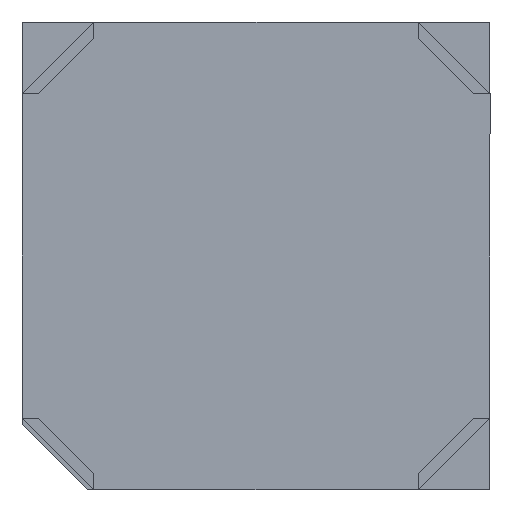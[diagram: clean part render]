
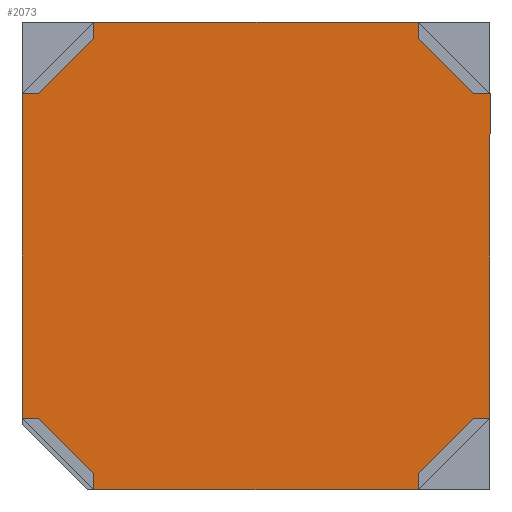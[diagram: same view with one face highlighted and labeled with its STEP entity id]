
A CAD part, front view. The second image highlights one B-rep face of the part: STEP entity #2073.
In plain terms, the highlighted planar face has unit normal (0, -1, 0).
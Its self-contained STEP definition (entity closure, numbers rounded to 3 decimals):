
#23 = AXIS2_PLACEMENT_3D ( 'NONE', #2902, #1399, #6210 ) ;
#48 = VECTOR ( 'NONE', #1938, 1000. ) ;
#218 = LINE ( 'NONE', #3951, #48 ) ;
#237 = VECTOR ( 'NONE', #2977, 1000. ) ;
#393 = DIRECTION ( 'NONE',  ( 0.707, 0., -0.707 ) ) ;
#395 = LINE ( 'NONE', #5354, #237 ) ;
#404 = VERTEX_POINT ( 'NONE', #5115 ) ;
#412 = DIRECTION ( 'NONE',  ( -0.707, 0., 0.707 ) ) ;
#507 = VECTOR ( 'NONE', #3483, 1000. ) ;
#562 = DIRECTION ( 'NONE',  ( 1., 0., 0. ) ) ;
#577 = VECTOR ( 'NONE', #2003, 1000. ) ;
#651 = LINE ( 'NONE', #986, #577 ) ;
#778 = LINE ( 'NONE', #3386, #942 ) ;
#825 = CARTESIAN_POINT ( 'NONE',  ( -2.95, 0., 4.25 ) ) ;
#942 = VECTOR ( 'NONE', #412, 1000. ) ;
#986 = CARTESIAN_POINT ( 'NONE',  ( -2.95, 0., 4.25 ) ) ;
#1002 = CARTESIAN_POINT ( 'NONE',  ( -4.25, 0., 2.95 ) ) ;
#1005 = ORIENTED_EDGE ( 'NONE', *, *, #2767, .T. ) ;
#1032 = CARTESIAN_POINT ( 'NONE',  ( 4.25, 0., 2.95 ) ) ;
#1063 = LINE ( 'NONE', #3001, #507 ) ;
#1117 = EDGE_LOOP ( 'NONE', ( #1259, #2082, #4711, #3502, #5340, #1005, #5934, #1590 ) ) ;
#1231 = VECTOR ( 'NONE', #393, 1000. ) ;
#1259 = ORIENTED_EDGE ( 'NONE', *, *, #4110, .F. ) ;
#1305 = LINE ( 'NONE', #1926, #1231 ) ;
#1399 = DIRECTION ( 'NONE',  ( 0., 1., 0. ) ) ;
#1420 = VERTEX_POINT ( 'NONE', #2648 ) ;
#1590 = ORIENTED_EDGE ( 'NONE', *, *, #2638, .T. ) ;
#1595 = CARTESIAN_POINT ( 'NONE',  ( 2.95, 0., -4.25 ) ) ;
#1609 = VERTEX_POINT ( 'NONE', #1002 ) ;
#1853 = PLANE ( 'NONE',  #23 ) ;
#1892 = VERTEX_POINT ( 'NONE', #825 ) ;
#1926 = CARTESIAN_POINT ( 'NONE',  ( -4.25, 0., -2.95 ) ) ;
#1938 = DIRECTION ( 'NONE',  ( -1., 0., 0. ) ) ;
#2003 = DIRECTION ( 'NONE',  ( -0.707, 0., -0.707 ) ) ;
#2073 = ADVANCED_FACE ( 'NONE', ( #3847 ), #1853, .F. ) ;
#2074 = CARTESIAN_POINT ( 'NONE',  ( 4.25, 0., -4.25 ) ) ;
#2082 = ORIENTED_EDGE ( 'NONE', *, *, #5397, .T. ) ;
#2491 = VERTEX_POINT ( 'NONE', #4266 ) ;
#2577 = DIRECTION ( 'NONE',  ( 0., 0., -1. ) ) ;
#2638 = EDGE_CURVE ( 'NONE', #5382, #2491, #1305, .T. ) ;
#2648 = CARTESIAN_POINT ( 'NONE',  ( 4.25, 0., -2.95 ) ) ;
#2767 = EDGE_CURVE ( 'NONE', #1892, #1609, #651, .T. ) ;
#2781 = EDGE_CURVE ( 'NONE', #5382, #1609, #1063, .T. ) ;
#2902 = CARTESIAN_POINT ( 'NONE',  ( 0., 0., 0. ) ) ;
#2977 = DIRECTION ( 'NONE',  ( 0.707, 0., 0.707 ) ) ;
#2987 = VECTOR ( 'NONE', #2577, 1000. ) ;
#3001 = CARTESIAN_POINT ( 'NONE',  ( -4.25, 0., -4.25 ) ) ;
#3222 = VERTEX_POINT ( 'NONE', #1032 ) ;
#3261 = EDGE_CURVE ( 'NONE', #1892, #404, #4924, .T. ) ;
#3270 = VERTEX_POINT ( 'NONE', #1595 ) ;
#3386 = CARTESIAN_POINT ( 'NONE',  ( 4.25, 0., 2.95 ) ) ;
#3483 = DIRECTION ( 'NONE',  ( 0., 0., 1. ) ) ;
#3502 = ORIENTED_EDGE ( 'NONE', *, *, #5290, .T. ) ;
#3644 = LINE ( 'NONE', #2074, #2987 ) ;
#3847 = FACE_OUTER_BOUND ( 'NONE', #1117, .T. ) ;
#3951 = CARTESIAN_POINT ( 'NONE',  ( -4.25, 0., -4.25 ) ) ;
#4110 = EDGE_CURVE ( 'NONE', #3270, #2491, #218, .T. ) ;
#4266 = CARTESIAN_POINT ( 'NONE',  ( -2.95, 0., -4.25 ) ) ;
#4414 = CARTESIAN_POINT ( 'NONE',  ( -4.25, 0., -2.95 ) ) ;
#4710 = VECTOR ( 'NONE', #562, 1000. ) ;
#4711 = ORIENTED_EDGE ( 'NONE', *, *, #5823, .F. ) ;
#4924 = LINE ( 'NONE', #5895, #4710 ) ;
#5115 = CARTESIAN_POINT ( 'NONE',  ( 2.95, 0., 4.25 ) ) ;
#5290 = EDGE_CURVE ( 'NONE', #3222, #404, #778, .T. ) ;
#5340 = ORIENTED_EDGE ( 'NONE', *, *, #3261, .F. ) ;
#5354 = CARTESIAN_POINT ( 'NONE',  ( 2.95, 0., -4.25 ) ) ;
#5382 = VERTEX_POINT ( 'NONE', #4414 ) ;
#5397 = EDGE_CURVE ( 'NONE', #3270, #1420, #395, .T. ) ;
#5823 = EDGE_CURVE ( 'NONE', #3222, #1420, #3644, .T. ) ;
#5895 = CARTESIAN_POINT ( 'NONE',  ( -4.25, 0., 4.25 ) ) ;
#5934 = ORIENTED_EDGE ( 'NONE', *, *, #2781, .F. ) ;
#6210 = DIRECTION ( 'NONE',  ( 0., 0., 1. ) ) ;
